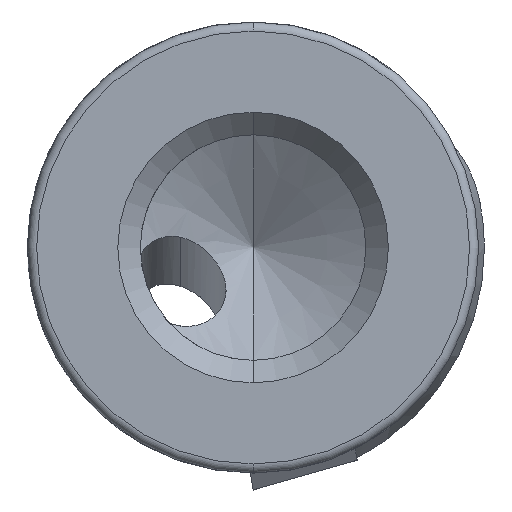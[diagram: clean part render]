
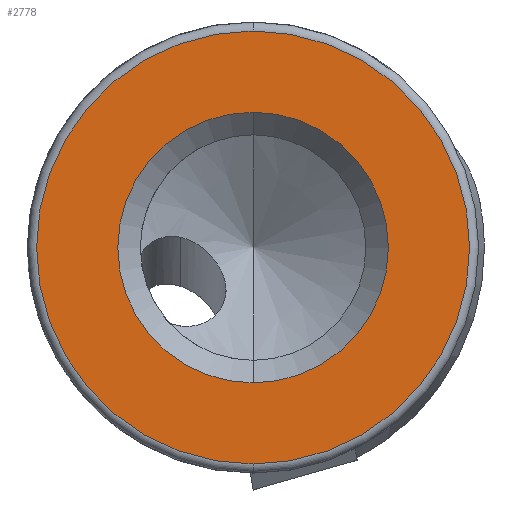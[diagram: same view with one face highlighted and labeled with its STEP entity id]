
A CAD part, left-side view. The second image highlights one B-rep face of the part: STEP entity #2778.
In plain terms, the highlighted planar face has unit normal (-1, 0, 0).
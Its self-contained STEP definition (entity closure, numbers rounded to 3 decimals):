
#60 = DIRECTION ( 'NONE',  ( -1., 0., 0. ) ) ;
#226 = AXIS2_PLACEMENT_3D ( 'NONE', #2841, #3152, #1060 ) ;
#404 = CIRCLE ( 'NONE', #226, 4.8 ) ;
#418 = DIRECTION ( 'NONE',  ( -1., 0., 0. ) ) ;
#518 = VERTEX_POINT ( 'NONE', #2424 ) ;
#561 = EDGE_CURVE ( 'NONE', #1342, #518, #815, .T. ) ;
#694 = VERTEX_POINT ( 'NONE', #2240 ) ;
#815 = CIRCLE ( 'NONE', #3203, 3. ) ;
#863 = ORIENTED_EDGE ( 'NONE', *, *, #1178, .F. ) ;
#1007 = CIRCLE ( 'NONE', #2636, 4.8 ) ;
#1060 = DIRECTION ( 'NONE',  ( 0., 0., -1. ) ) ;
#1178 = EDGE_CURVE ( 'NONE', #518, #1342, #1506, .T. ) ;
#1342 = VERTEX_POINT ( 'NONE', #3948 ) ;
#1385 = EDGE_CURVE ( 'NONE', #694, #4042, #1007, .T. ) ;
#1428 = DIRECTION ( 'NONE',  ( 0., 0., -1. ) ) ;
#1506 = CIRCLE ( 'NONE', #3719, 3. ) ;
#1551 = FACE_OUTER_BOUND ( 'NONE', #1610, .T. ) ;
#1566 = ORIENTED_EDGE ( 'NONE', *, *, #561, .F. ) ;
#1610 = EDGE_LOOP ( 'NONE', ( #3048, #3196 ) ) ;
#1744 = DIRECTION ( 'NONE',  ( 0., 0., -1. ) ) ;
#1854 = CARTESIAN_POINT ( 'NONE',  ( -23., 0., 5.375 ) ) ;
#2240 = CARTESIAN_POINT ( 'NONE',  ( -23., 0., 0.575 ) ) ;
#2411 = PLANE ( 'NONE',  #3804 ) ;
#2424 = CARTESIAN_POINT ( 'NONE',  ( -23., 0., 8.375 ) ) ;
#2533 = CARTESIAN_POINT ( 'NONE',  ( -23., 0., 10.175 ) ) ;
#2636 = AXIS2_PLACEMENT_3D ( 'NONE', #2837, #3600, #1428 ) ;
#2707 = EDGE_LOOP ( 'NONE', ( #863, #1566 ) ) ;
#2778 = ADVANCED_FACE ( 'NONE', ( #1551, #3989 ), #2411, .F. ) ;
#2837 = CARTESIAN_POINT ( 'NONE',  ( -23., 0., 5.375 ) ) ;
#2841 = CARTESIAN_POINT ( 'NONE',  ( -23., 0., 5.375 ) ) ;
#2887 = DIRECTION ( 'NONE',  ( 0., 0., 1. ) ) ;
#2935 = EDGE_CURVE ( 'NONE', #4042, #694, #404, .T. ) ;
#3048 = ORIENTED_EDGE ( 'NONE', *, *, #1385, .T. ) ;
#3136 = DIRECTION ( 'NONE',  ( 1., 0., 0. ) ) ;
#3152 = DIRECTION ( 'NONE',  ( -1., 0., 0. ) ) ;
#3196 = ORIENTED_EDGE ( 'NONE', *, *, #2935, .T. ) ;
#3203 = AXIS2_PLACEMENT_3D ( 'NONE', #3225, #60, #3524 ) ;
#3225 = CARTESIAN_POINT ( 'NONE',  ( -23., 0., 5.375 ) ) ;
#3524 = DIRECTION ( 'NONE',  ( 0., 0., 1. ) ) ;
#3600 = DIRECTION ( 'NONE',  ( -1., 0., 0. ) ) ;
#3719 = AXIS2_PLACEMENT_3D ( 'NONE', #1854, #418, #2887 ) ;
#3802 = CARTESIAN_POINT ( 'NONE',  ( -23., 0., 0.375 ) ) ;
#3804 = AXIS2_PLACEMENT_3D ( 'NONE', #3802, #3136, #1744 ) ;
#3948 = CARTESIAN_POINT ( 'NONE',  ( -23., 0., 2.375 ) ) ;
#3989 = FACE_BOUND ( 'NONE', #2707, .T. ) ;
#4042 = VERTEX_POINT ( 'NONE', #2533 ) ;
